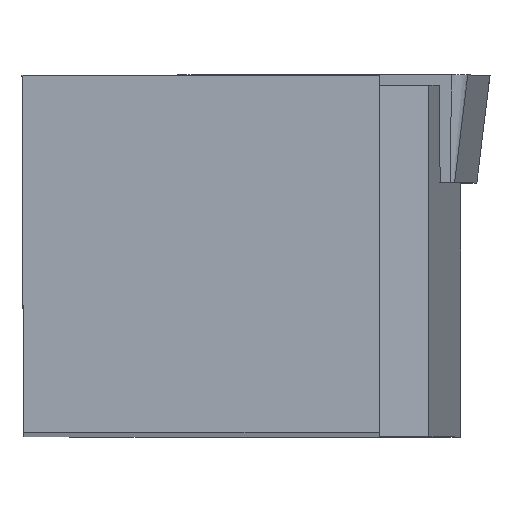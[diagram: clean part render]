
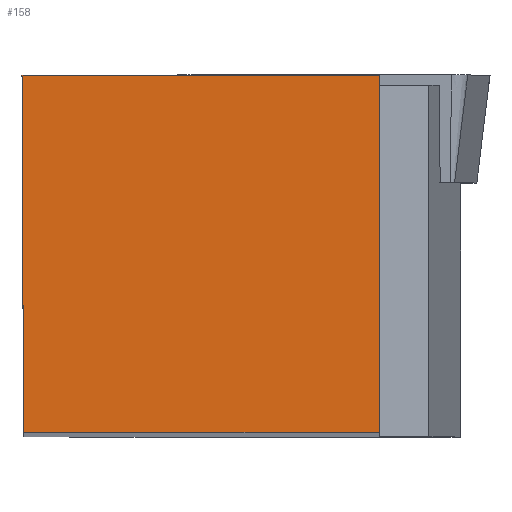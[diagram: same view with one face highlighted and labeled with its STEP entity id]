
A CAD part, top view. The second image highlights one B-rep face of the part: STEP entity #158.
In plain terms, the highlighted planar face has unit normal (0, 0, 1).
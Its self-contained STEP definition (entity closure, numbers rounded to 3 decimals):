
#126=FACE_OUTER_BOUND('',#359,.T.);
#158=ADVANCED_FACE('BLANK_BOXF006',(#126),#183,.F.);
#183=PLANE('',#788);
#207=LINE('',#1122,#265);
#222=LINE('',#1152,#280);
#231=LINE('',#1171,#289);
#234=LINE('',#1176,#292);
#265=VECTOR('',#887,1.);
#280=VECTOR('',#906,1.);
#289=VECTOR('',#921,1.);
#292=VECTOR('',#926,1.);
#359=EDGE_LOOP('',(#495,#496,#497,#498));
#495=ORIENTED_EDGE('',*,*,#641,.T.);
#496=ORIENTED_EDGE('',*,*,#638,.T.);
#497=ORIENTED_EDGE('',*,*,#613,.T.);
#498=ORIENTED_EDGE('',*,*,#628,.T.);
#550=VERTEX_POINT('',#1121);
#551=VERTEX_POINT('',#1123);
#563=VERTEX_POINT('',#1151);
#571=VERTEX_POINT('',#1172);
#613=EDGE_CURVE('',#551,#550,#207,.T.);
#628=EDGE_CURVE('',#550,#563,#222,.T.);
#638=EDGE_CURVE('',#571,#551,#231,.T.);
#641=EDGE_CURVE('',#563,#571,#234,.T.);
#788=AXIS2_PLACEMENT_3D('',#1233,#956,#957);
#887=DIRECTION('',(0.004,-1.,0.));
#906=DIRECTION('',(1.,0.,0.));
#921=DIRECTION('',(-1.,0.,0.));
#926=DIRECTION('',(0.,1.,0.));
#956=DIRECTION('',(0.,0.,-1.));
#957=DIRECTION('',(1.,0.,0.));
#1121=CARTESIAN_POINT('',(0.034,0.,0.));
#1122=CARTESIAN_POINT('',(-0.259,67.349,0.));
#1123=CARTESIAN_POINT('',(0.,7.9,0.));
#1151=CARTESIAN_POINT('',(7.9,0.,0.));
#1152=CARTESIAN_POINT('',(-67.35,0.,0.));
#1171=CARTESIAN_POINT('',(67.35,7.9,0.));
#1172=CARTESIAN_POINT('',(7.9,7.9,0.));
#1176=CARTESIAN_POINT('',(7.9,-67.35,0.));
#1233=CARTESIAN_POINT('',(16.35,-5.,0.));
